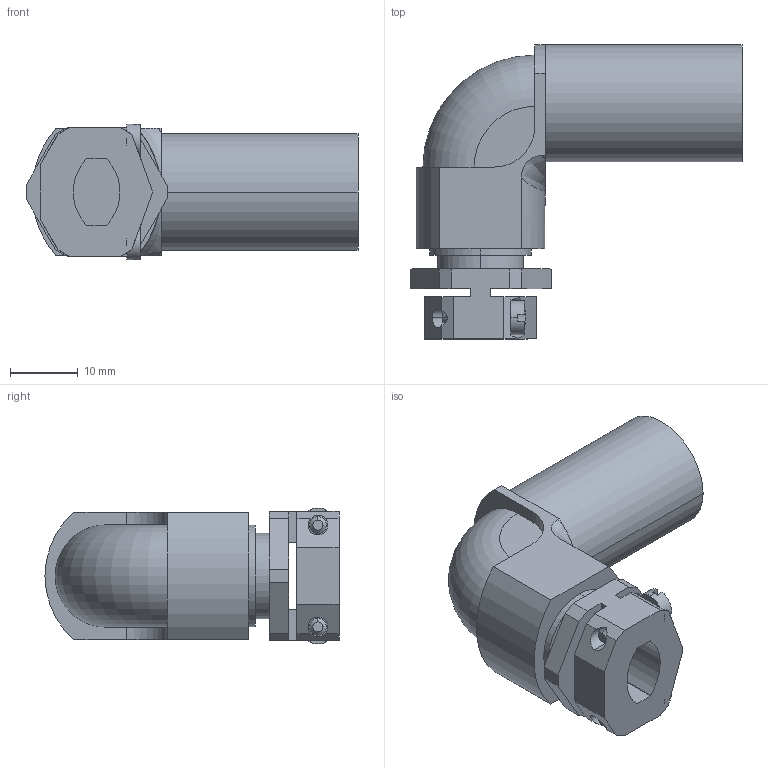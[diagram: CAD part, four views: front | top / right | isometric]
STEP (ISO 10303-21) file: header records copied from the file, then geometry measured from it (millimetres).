
FILE_DESCRIPTION((''),'2;1');
FILE_NAME('UT010LPGN-CATALOGUE_SW0001','2011-11-28T',('brioux'),('SOURIAU'),'PRO/ENGINEER BY PARAMETRIC TECHNOLOGY CORPORATION, 2010140','PRO/ENGINEER BY PARAMETRIC TECHNOLOGY CORPORATION, 2010140','');
FILE_SCHEMA(('CONFIG_CONTROL_DESIGN'));
Length unit declared in the file: millimetre
Products named in the file (1): UT010LPGN-CATALOGUE_SW0001
Bounding box: 48.89 x 43.3 x 20 mm (x, y, z)
Volume: 15812.2 mm3; surface area: 5974.3 mm2
Topology: 1 solids, 1 shells, 110 faces, 294 edges, 191 vertices
Faces by surface type: plane 68, cylinder 35, cone 4, bspline 2, torus 1
Entity records: 3856 total; most frequent: CARTESIAN_POINT 1037, ORIENTED_EDGE 588, DIRECTION 570, EDGE_CURVE 294, VERTEX_POINT 191, AXIS2_PLACEMENT_3D 190, VECTOR 190, LINE 190
